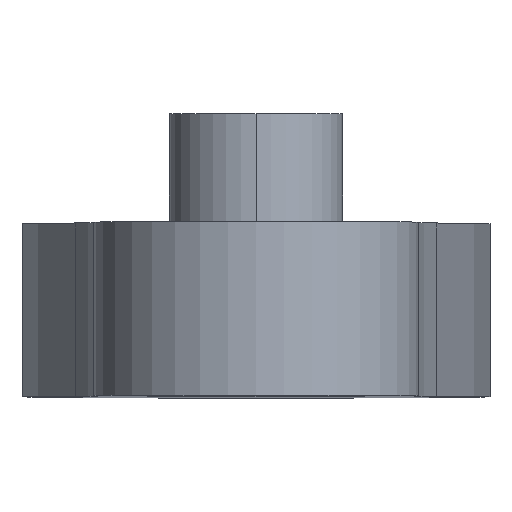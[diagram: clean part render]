
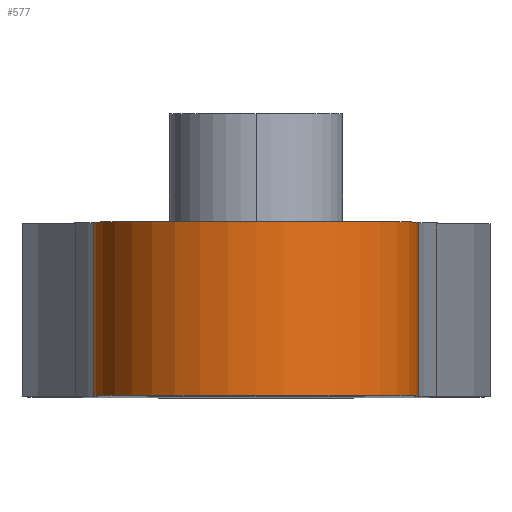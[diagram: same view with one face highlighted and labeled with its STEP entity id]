
A CAD part, top view. The second image highlights one B-rep face of the part: STEP entity #577.
In plain terms, the highlighted cylindrical face has radius 7.5 mm (diameter 15 mm), a partial arc.
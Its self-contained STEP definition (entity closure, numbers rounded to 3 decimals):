
#4 = CARTESIAN_POINT ( 'NONE',  ( 7.5, 8., 0. ) ) ;
#7 = EDGE_CURVE ( 'NONE', #306, #134, #1020, .T. ) ;
#25 = CIRCLE ( 'NONE', #1009, 7.5 ) ;
#88 = DIRECTION ( 'NONE',  ( 0., 1., 0. ) ) ;
#113 = ORIENTED_EDGE ( 'NONE', *, *, #758, .T. ) ;
#123 = DIRECTION ( 'NONE',  ( 0., -1., 0. ) ) ;
#134 = VERTEX_POINT ( 'NONE', #672 ) ;
#148 = FACE_OUTER_BOUND ( 'NONE', #711, .T. ) ;
#179 = AXIS2_PLACEMENT_3D ( 'NONE', #1158, #560, #1246 ) ;
#183 = CYLINDRICAL_SURFACE ( 'NONE', #179, 7.5 ) ;
#208 = DIRECTION ( 'NONE',  ( 0., -1., 0. ) ) ;
#215 = CARTESIAN_POINT ( 'NONE',  ( 7.5, 8., 0. ) ) ;
#268 = EDGE_CURVE ( 'NONE', #548, #648, #25, .T. ) ;
#279 = CARTESIAN_POINT ( 'NONE',  ( 0., 8., 0. ) ) ;
#305 = ORIENTED_EDGE ( 'NONE', *, *, #7, .T. ) ;
#306 = VERTEX_POINT ( 'NONE', #709 ) ;
#330 = CARTESIAN_POINT ( 'NONE',  ( -7.5, 8., 0. ) ) ;
#410 = LINE ( 'NONE', #215, #870 ) ;
#411 = DIRECTION ( 'NONE',  ( 0., 0., 1. ) ) ;
#473 = AXIS2_PLACEMENT_3D ( 'NONE', #996, #621, #790 ) ;
#486 = ORIENTED_EDGE ( 'NONE', *, *, #268, .F. ) ;
#548 = VERTEX_POINT ( 'NONE', #330 ) ;
#560 = DIRECTION ( 'NONE',  ( 0., -1., 0. ) ) ;
#577 = ADVANCED_FACE ( 'NONE', ( #148 ), #183, .T. ) ;
#621 = DIRECTION ( 'NONE',  ( 0., 1., 0. ) ) ;
#648 = VERTEX_POINT ( 'NONE', #4 ) ;
#672 = CARTESIAN_POINT ( 'NONE',  ( 7.5, 0., 0. ) ) ;
#698 = ORIENTED_EDGE ( 'NONE', *, *, #748, .F. ) ;
#709 = CARTESIAN_POINT ( 'NONE',  ( -7.5, 0., 0. ) ) ;
#710 = VECTOR ( 'NONE', #123, 1000. ) ;
#711 = EDGE_LOOP ( 'NONE', ( #305, #698, #486, #113 ) ) ;
#748 = EDGE_CURVE ( 'NONE', #648, #134, #410, .T. ) ;
#758 = EDGE_CURVE ( 'NONE', #548, #306, #975, .T. ) ;
#790 = DIRECTION ( 'NONE',  ( 0., 0., 1. ) ) ;
#870 = VECTOR ( 'NONE', #208, 1000. ) ;
#975 = LINE ( 'NONE', #1167, #710 ) ;
#996 = CARTESIAN_POINT ( 'NONE',  ( 0., 0., 0. ) ) ;
#1009 = AXIS2_PLACEMENT_3D ( 'NONE', #279, #88, #411 ) ;
#1020 = CIRCLE ( 'NONE', #473, 7.5 ) ;
#1158 = CARTESIAN_POINT ( 'NONE',  ( 0., 8., 0. ) ) ;
#1167 = CARTESIAN_POINT ( 'NONE',  ( -7.5, 8., 0. ) ) ;
#1246 = DIRECTION ( 'NONE',  ( 0., 0., -1. ) ) ;
